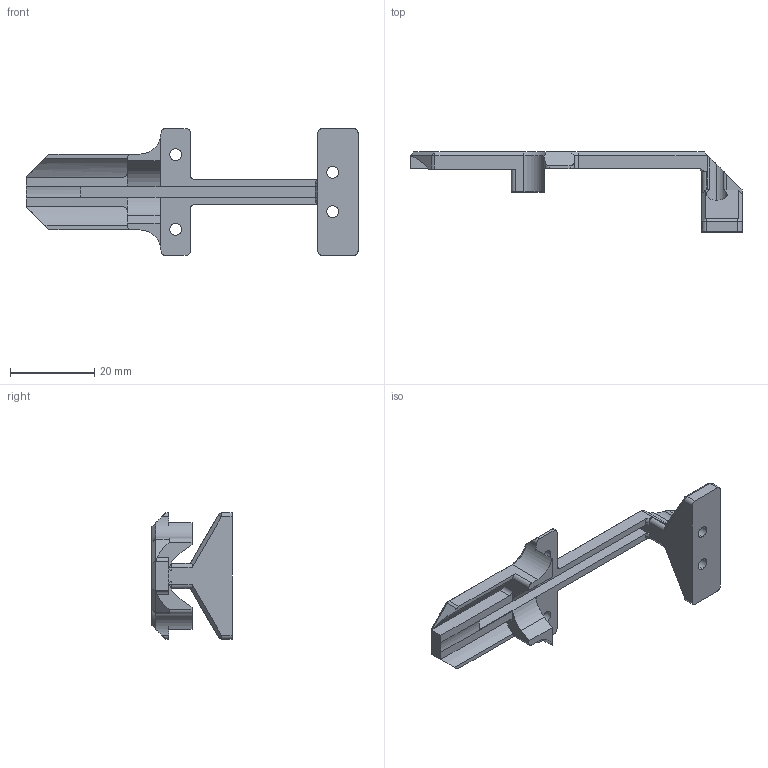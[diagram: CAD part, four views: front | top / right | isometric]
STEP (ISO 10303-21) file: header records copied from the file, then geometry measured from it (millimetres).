
FILE_DESCRIPTION (( 'STEP AP203' ), '1' );
FILE_NAME ('Pusher_Guide_V1.STEP', '2022-07-20T17:38:46', ( '' ), ( '' ), 'SwSTEP 2.0', 'SolidWorks 2020', '' );
FILE_SCHEMA (( 'CONFIG_CONTROL_DESIGN' ));
Length unit declared in the file: millimetre
Products named in the file (1): Pusher_Guide_V1
Bounding box: 78.69 x 19 x 30 mm (x, y, z)
Volume: 5090.5 mm3; surface area: 4765.4 mm2
Topology: 1 solids, 1 shells, 125 faces, 341 edges, 220 vertices
Faces by surface type: plane 68, cylinder 43, cone 10, bspline 4
Entity records: 4300 total; most frequent: CARTESIAN_POINT 1141, ORIENTED_EDGE 682, DIRECTION 603, EDGE_CURVE 341, VERTEX_POINT 220, VECTOR 203, LINE 203, AXIS2_PLACEMENT_3D 200
